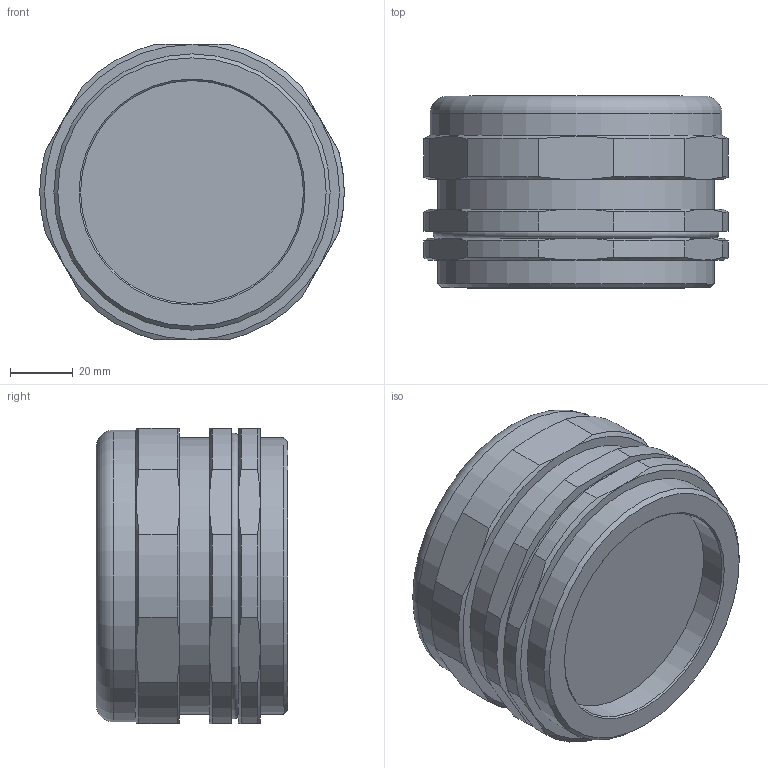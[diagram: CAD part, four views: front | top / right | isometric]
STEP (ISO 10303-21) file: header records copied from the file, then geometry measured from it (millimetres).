
FILE_DESCRIPTION(/* description */ (''),/* implementation_level */ '2;1');
FILE_NAME(/* name */ 'ГОФРОМАТИК ВК-НР-M88-70-L15.stp',/* time_stamp */ '2023-05-11T11:43:50+07:00',/* author */ ('zeta-09'),/* organization */ (''),/* preprocessor_version */ 'ST-DEVELOPER v18.1',/* originating_system */ 'Autodesk Inventor 2021',/* authorisation */ '');
FILE_SCHEMA (('AUTOMOTIVE_DESIGN { 1 0 10303 214 3 1 1 }'));
Length unit declared in the file: millimetre
Products named in the file (1): Деталь3
Bounding box: 97 x 61.09 x 94 mm (x, y, z)
Volume: 374158.4 mm3; surface area: 38236.2 mm2
Topology: 1 solids, 1 shells, 84 faces, 203 edges, 128 vertices
Faces by surface type: plane 28, cone 28, cylinder 24, torus 4
Full cylindrical faces by diameter (mm): 71 x1, 85.5 x1, 86.5 x1, 88 x2, 93 x1
Entity records: 2560 total; most frequent: CARTESIAN_POINT 524, DIRECTION 410, ORIENTED_EDGE 406, EDGE_CURVE 203, AXIS2_PLACEMENT_3D 176, VERTEX_POINT 128, EDGE_LOOP 92, CIRCLE 91
